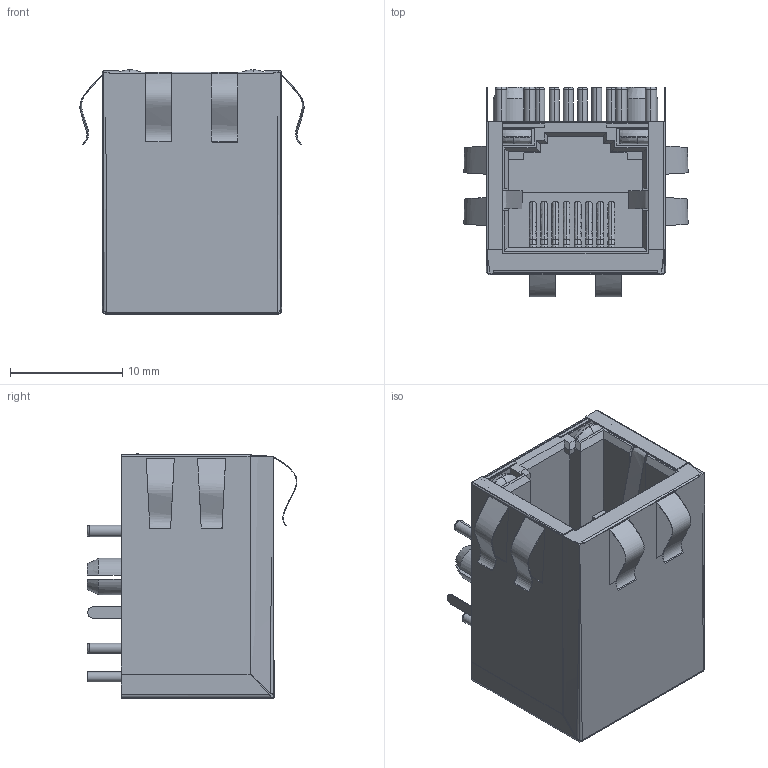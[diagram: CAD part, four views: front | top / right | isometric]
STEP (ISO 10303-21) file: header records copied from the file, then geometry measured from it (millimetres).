
FILE_DESCRIPTION (( 'STEP AP214' ), '1' );
FILE_NAME ('HFJ11-1G01ER.STEP', '2017-08-23T14:22:04', ( '' ), ( '' ), 'SwSTEP 2.0', 'SolidWorks 2016', '' );
FILE_SCHEMA (( 'AUTOMOTIVE_DESIGN' ));
Length unit declared in the file: millimetre
Products named in the file (1): HFJ11-1G01ER
Bounding box: 19.99 x 18.7 x 21.79 mm (x, y, z)
Surface area: 4222.2 mm2 (no closed solid volume)
Topology: 0 solids, 14 shells, 412 faces, 1004 edges, 641 vertices
Faces by surface type: plane 241, bspline 78, cylinder 63, torus 24, cone 6
Entity records: 17839 total; most frequent: CARTESIAN_POINT 5317, ORIENTED_EDGE 1985, DIRECTION 1721, EDGE_CURVE 1004, LINE 661, VECTOR 661, VERTEX_POINT 641, AXIS2_PLACEMENT_3D 530
